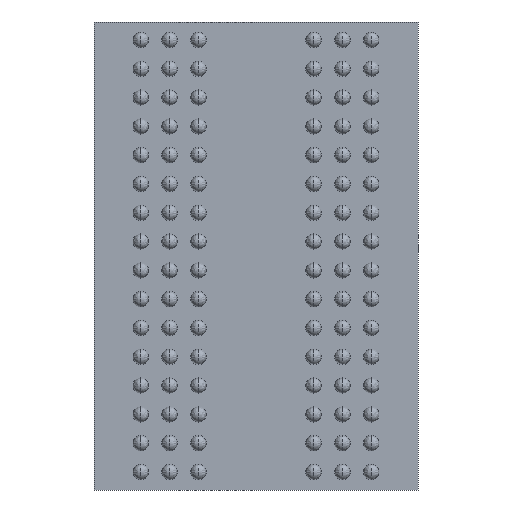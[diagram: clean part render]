
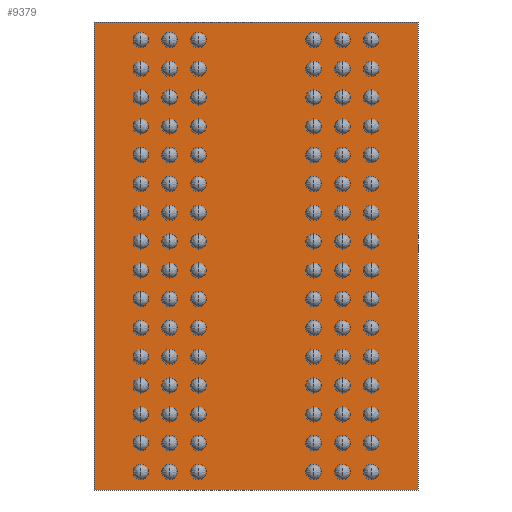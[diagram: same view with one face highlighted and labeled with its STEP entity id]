
A CAD part, front view. The second image highlights one B-rep face of the part: STEP entity #9379.
In plain terms, the highlighted planar face has unit normal (0, -1, 0).
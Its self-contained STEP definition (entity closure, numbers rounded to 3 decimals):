
#9085 = PLANE('',#9086);
#9086 = AXIS2_PLACEMENT_3D('',#9087,#9088,#9089);
#9087 = CARTESIAN_POINT('',(4.5,0.694,-6.5));
#9088 = DIRECTION('',(-1.,0.,0.));
#9089 = DIRECTION('',(0.,0.,1.));
#9113 = PLANE('',#9114);
#9114 = AXIS2_PLACEMENT_3D('',#9115,#9116,#9117);
#9115 = CARTESIAN_POINT('',(-4.5,0.694,-6.5));
#9116 = DIRECTION('',(0.,0.,1.));
#9117 = DIRECTION('',(1.,0.,-0.));
#9141 = PLANE('',#9142);
#9142 = AXIS2_PLACEMENT_3D('',#9143,#9144,#9145);
#9143 = CARTESIAN_POINT('',(-4.5,0.694,-6.5));
#9144 = DIRECTION('',(1.,-0.,0.));
#9145 = DIRECTION('',(0.,0.,-1.));
#9167 = PLANE('',#9168);
#9168 = AXIS2_PLACEMENT_3D('',#9169,#9170,#9171);
#9169 = CARTESIAN_POINT('',(-4.5,0.694,6.5));
#9170 = DIRECTION('',(0.,0.,-1.));
#9171 = DIRECTION('',(-1.,0.,-0.));
#9183 = VERTEX_POINT('',#9184);
#9184 = CARTESIAN_POINT('',(4.5,0.344,6.5));
#9207 = VERTEX_POINT('',#9208);
#9208 = CARTESIAN_POINT('',(-4.5,0.344,6.5));
#9229 = EDGE_CURVE('',#9183,#9207,#9230,.T.);
#9230 = SURFACE_CURVE('',#9231,(#9235,#9242),.PCURVE_S1.);
#9231 = LINE('',#9232,#9233);
#9232 = CARTESIAN_POINT('',(-4.5,0.344,6.5));
#9233 = VECTOR('',#9234,1.);
#9234 = DIRECTION('',(-1.,0.,-0.));
#9235 = PCURVE('',#9167,#9236);
#9236 = DEFINITIONAL_REPRESENTATION('',(#9237),#9241);
#9237 = LINE('',#9238,#9239);
#9238 = CARTESIAN_POINT('',(-0.,-0.35));
#9239 = VECTOR('',#9240,1.);
#9240 = DIRECTION('',(1.,0.));
#9241 = ( GEOMETRIC_REPRESENTATION_CONTEXT(2) 
PARAMETRIC_REPRESENTATION_CONTEXT() REPRESENTATION_CONTEXT('2D SPACE',''
  ) );
#9242 = PCURVE('',#9243,#9248);
#9243 = PLANE('',#9244);
#9244 = AXIS2_PLACEMENT_3D('',#9245,#9246,#9247);
#9245 = CARTESIAN_POINT('',(0.,0.344,0.));
#9246 = DIRECTION('',(0.,-1.,0.));
#9247 = DIRECTION('',(0.,-0.,-1.));
#9248 = DEFINITIONAL_REPRESENTATION('',(#9249),#9253);
#9249 = LINE('',#9250,#9251);
#9250 = CARTESIAN_POINT('',(-6.5,-4.5));
#9251 = VECTOR('',#9252,1.);
#9252 = DIRECTION('',(-0.,-1.));
#9253 = ( GEOMETRIC_REPRESENTATION_CONTEXT(2) 
PARAMETRIC_REPRESENTATION_CONTEXT() REPRESENTATION_CONTEXT('2D SPACE',''
  ) );
#9259 = VERTEX_POINT('',#9260);
#9260 = CARTESIAN_POINT('',(4.5,0.344,-6.5));
#9283 = EDGE_CURVE('',#9259,#9183,#9284,.T.);
#9284 = SURFACE_CURVE('',#9285,(#9289,#9296),.PCURVE_S1.);
#9285 = LINE('',#9286,#9287);
#9286 = CARTESIAN_POINT('',(4.5,0.344,-6.5));
#9287 = VECTOR('',#9288,1.);
#9288 = DIRECTION('',(0.,0.,1.));
#9289 = PCURVE('',#9085,#9290);
#9290 = DEFINITIONAL_REPRESENTATION('',(#9291),#9295);
#9291 = LINE('',#9292,#9293);
#9292 = CARTESIAN_POINT('',(0.,-0.35));
#9293 = VECTOR('',#9294,1.);
#9294 = DIRECTION('',(1.,0.));
#9295 = ( GEOMETRIC_REPRESENTATION_CONTEXT(2) 
PARAMETRIC_REPRESENTATION_CONTEXT() REPRESENTATION_CONTEXT('2D SPACE',''
  ) );
#9296 = PCURVE('',#9243,#9297);
#9297 = DEFINITIONAL_REPRESENTATION('',(#9298),#9302);
#9298 = LINE('',#9299,#9300);
#9299 = CARTESIAN_POINT('',(6.5,4.5));
#9300 = VECTOR('',#9301,1.);
#9301 = DIRECTION('',(-1.,0.));
#9302 = ( GEOMETRIC_REPRESENTATION_CONTEXT(2) 
PARAMETRIC_REPRESENTATION_CONTEXT() REPRESENTATION_CONTEXT('2D SPACE',''
  ) );
#9308 = VERTEX_POINT('',#9309);
#9309 = CARTESIAN_POINT('',(-4.5,0.344,-6.5));
#9332 = EDGE_CURVE('',#9308,#9259,#9333,.T.);
#9333 = SURFACE_CURVE('',#9334,(#9338,#9345),.PCURVE_S1.);
#9334 = LINE('',#9335,#9336);
#9335 = CARTESIAN_POINT('',(-4.5,0.344,-6.5));
#9336 = VECTOR('',#9337,1.);
#9337 = DIRECTION('',(1.,0.,-0.));
#9338 = PCURVE('',#9113,#9339);
#9339 = DEFINITIONAL_REPRESENTATION('',(#9340),#9344);
#9340 = LINE('',#9341,#9342);
#9341 = CARTESIAN_POINT('',(0.,-0.35));
#9342 = VECTOR('',#9343,1.);
#9343 = DIRECTION('',(1.,0.));
#9344 = ( GEOMETRIC_REPRESENTATION_CONTEXT(2) 
PARAMETRIC_REPRESENTATION_CONTEXT() REPRESENTATION_CONTEXT('2D SPACE',''
  ) );
#9345 = PCURVE('',#9243,#9346);
#9346 = DEFINITIONAL_REPRESENTATION('',(#9347),#9351);
#9347 = LINE('',#9348,#9349);
#9348 = CARTESIAN_POINT('',(6.5,-4.5));
#9349 = VECTOR('',#9350,1.);
#9350 = DIRECTION('',(0.,1.));
#9351 = ( GEOMETRIC_REPRESENTATION_CONTEXT(2) 
PARAMETRIC_REPRESENTATION_CONTEXT() REPRESENTATION_CONTEXT('2D SPACE',''
  ) );
#9359 = EDGE_CURVE('',#9207,#9308,#9360,.T.);
#9360 = SURFACE_CURVE('',#9361,(#9365,#9372),.PCURVE_S1.);
#9361 = LINE('',#9362,#9363);
#9362 = CARTESIAN_POINT('',(-4.5,0.344,-6.5));
#9363 = VECTOR('',#9364,1.);
#9364 = DIRECTION('',(0.,0.,-1.));
#9365 = PCURVE('',#9141,#9366);
#9366 = DEFINITIONAL_REPRESENTATION('',(#9367),#9371);
#9367 = LINE('',#9368,#9369);
#9368 = CARTESIAN_POINT('',(0.,-0.35));
#9369 = VECTOR('',#9370,1.);
#9370 = DIRECTION('',(1.,0.));
#9371 = ( GEOMETRIC_REPRESENTATION_CONTEXT(2) 
PARAMETRIC_REPRESENTATION_CONTEXT() REPRESENTATION_CONTEXT('2D SPACE',''
  ) );
#9372 = PCURVE('',#9243,#9373);
#9373 = DEFINITIONAL_REPRESENTATION('',(#9374),#9378);
#9374 = LINE('',#9375,#9376);
#9375 = CARTESIAN_POINT('',(6.5,-4.5));
#9376 = VECTOR('',#9377,1.);
#9377 = DIRECTION('',(1.,0.));
#9378 = ( GEOMETRIC_REPRESENTATION_CONTEXT(2) 
PARAMETRIC_REPRESENTATION_CONTEXT() REPRESENTATION_CONTEXT('2D SPACE',''
  ) );
#9379 = ADVANCED_FACE('',(#9380),#9243,.T.);
#9380 = FACE_BOUND('',#9381,.T.);
#9381 = EDGE_LOOP('',(#9382,#9383,#9384,#9385));
#9382 = ORIENTED_EDGE('',*,*,#9332,.T.);
#9383 = ORIENTED_EDGE('',*,*,#9283,.T.);
#9384 = ORIENTED_EDGE('',*,*,#9229,.T.);
#9385 = ORIENTED_EDGE('',*,*,#9359,.T.);
